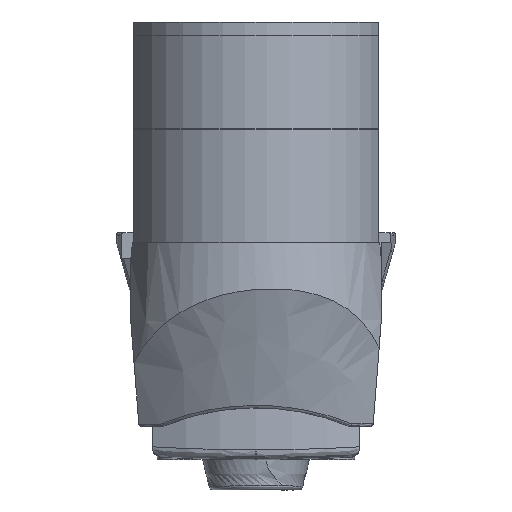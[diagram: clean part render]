
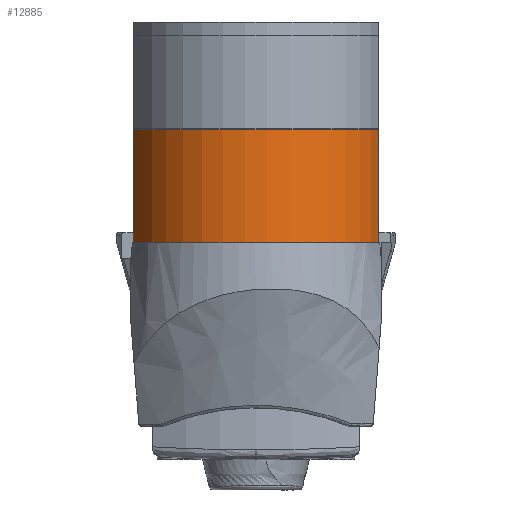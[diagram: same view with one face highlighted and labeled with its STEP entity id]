
A CAD part, front view. The second image highlights one B-rep face of the part: STEP entity #12885.
In plain terms, the highlighted cylindrical face has radius 19 mm (diameter 38 mm), a partial arc.
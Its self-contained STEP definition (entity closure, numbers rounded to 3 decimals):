
#198 = DIRECTION ( 'NONE',  ( 1., 0., 0. ) ) ;
#470 = DIRECTION ( 'NONE',  ( 0., 0., 1. ) ) ;
#528 = LINE ( 'NONE', #12926, #11785 ) ;
#1772 = CARTESIAN_POINT ( 'NONE',  ( -18.35, -4.927, -17.5 ) ) ;
#2093 = EDGE_CURVE ( 'NONE', #10745, #5775, #6225, .T. ) ;
#2440 = CARTESIAN_POINT ( 'NONE',  ( 18.35, -4.927, -2.01 ) ) ;
#2654 = CARTESIAN_POINT ( 'NONE',  ( 18.35, -4.927, -17.5 ) ) ;
#2708 = EDGE_CURVE ( 'NONE', #11424, #5395, #8773, .T. ) ;
#2898 = DIRECTION ( 'NONE',  ( 0., 0., 1. ) ) ;
#2953 = VECTOR ( 'NONE', #12970, 1000. ) ;
#3086 = CIRCLE ( 'NONE', #6937, 19. ) ;
#3304 = CARTESIAN_POINT ( 'NONE',  ( 18.35, -4.927, -19. ) ) ;
#3667 = VECTOR ( 'NONE', #10668, 1000. ) ;
#3777 = CARTESIAN_POINT ( 'NONE',  ( 18.35, -4.927, -19. ) ) ;
#3842 = ORIENTED_EDGE ( 'NONE', *, *, #2093, .T. ) ;
#4074 = VECTOR ( 'NONE', #4843, 1000. ) ;
#4196 = CARTESIAN_POINT ( 'NONE',  ( -18.35, -4.927, -19. ) ) ;
#4843 = DIRECTION ( 'NONE',  ( 0., 0., 1. ) ) ;
#5031 = DIRECTION ( 'NONE',  ( 1., 0., 0. ) ) ;
#5141 = CARTESIAN_POINT ( 'NONE',  ( 18.35, -4.927, -19. ) ) ;
#5295 = EDGE_CURVE ( 'NONE', #5775, #11743, #6997, .T. ) ;
#5366 = AXIS2_PLACEMENT_3D ( 'NONE', #11674, #2898, #5031 ) ;
#5395 = VERTEX_POINT ( 'NONE', #1772 ) ;
#5587 = VERTEX_POINT ( 'NONE', #6758 ) ;
#5775 = VERTEX_POINT ( 'NONE', #2654 ) ;
#5870 = ORIENTED_EDGE ( 'NONE', *, *, #10411, .F. ) ;
#5898 = ORIENTED_EDGE ( 'NONE', *, *, #2708, .F. ) ;
#6225 = LINE ( 'NONE', #3304, #3667 ) ;
#6632 = FACE_OUTER_BOUND ( 'NONE', #8900, .T. ) ;
#6687 = DIRECTION ( 'NONE',  ( 0., 0., 1. ) ) ;
#6758 = CARTESIAN_POINT ( 'NONE',  ( -18.35, -4.927, -2.01 ) ) ;
#6916 = EDGE_CURVE ( 'NONE', #5395, #5587, #528, .T. ) ;
#6937 = AXIS2_PLACEMENT_3D ( 'NONE', #13276, #6687, #198 ) ;
#6974 = CARTESIAN_POINT ( 'NONE',  ( 0., 0., -19. ) ) ;
#6997 = LINE ( 'NONE', #3777, #4074 ) ;
#8072 = DIRECTION ( 'NONE',  ( 1., 0., 0. ) ) ;
#8594 = AXIS2_PLACEMENT_3D ( 'NONE', #6974, #470, #8072 ) ;
#8648 = ORIENTED_EDGE ( 'NONE', *, *, #6916, .F. ) ;
#8773 = LINE ( 'NONE', #4196, #2953 ) ;
#8900 = EDGE_LOOP ( 'NONE', ( #12818, #5870, #8648, #5898, #11562, #3842 ) ) ;
#9238 = CYLINDRICAL_SURFACE ( 'NONE', #5366, 19. ) ;
#10411 = EDGE_CURVE ( 'NONE', #5587, #11743, #3086, .T. ) ;
#10668 = DIRECTION ( 'NONE',  ( 0., 0., 1. ) ) ;
#10745 = VERTEX_POINT ( 'NONE', #5141 ) ;
#10951 = CIRCLE ( 'NONE', #8594, 19. ) ;
#11424 = VERTEX_POINT ( 'NONE', #14102 ) ;
#11562 = ORIENTED_EDGE ( 'NONE', *, *, #12723, .T. ) ;
#11674 = CARTESIAN_POINT ( 'NONE',  ( 0., 0., -19. ) ) ;
#11743 = VERTEX_POINT ( 'NONE', #2440 ) ;
#11785 = VECTOR ( 'NONE', #14028, 1000. ) ;
#12723 = EDGE_CURVE ( 'NONE', #11424, #10745, #10951, .T. ) ;
#12818 = ORIENTED_EDGE ( 'NONE', *, *, #5295, .T. ) ;
#12885 = ADVANCED_FACE ( 'NONE', ( #6632 ), #9238, .T. ) ;
#12926 = CARTESIAN_POINT ( 'NONE',  ( -18.35, -4.927, -19. ) ) ;
#12970 = DIRECTION ( 'NONE',  ( 0., 0., 1. ) ) ;
#13276 = CARTESIAN_POINT ( 'NONE',  ( 0., 0., -2.01 ) ) ;
#14028 = DIRECTION ( 'NONE',  ( 0., 0., 1. ) ) ;
#14102 = CARTESIAN_POINT ( 'NONE',  ( -18.35, -4.927, -19. ) ) ;
